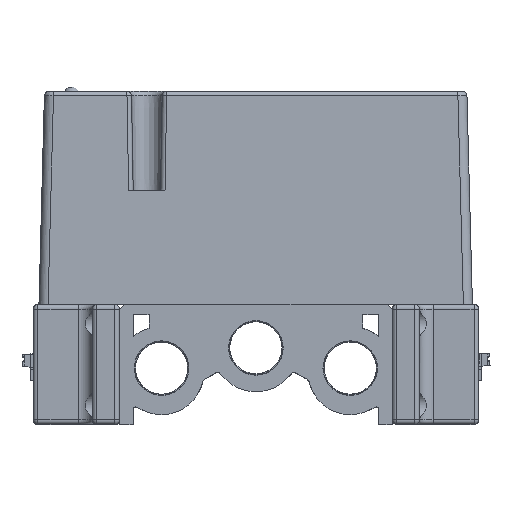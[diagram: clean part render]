
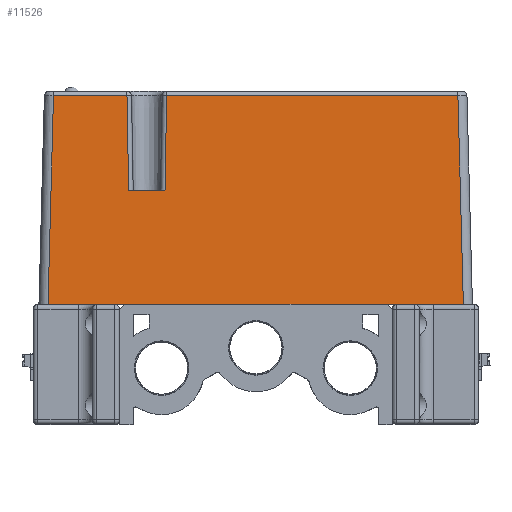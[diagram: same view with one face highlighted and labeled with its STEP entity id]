
A CAD part, front view. The second image highlights one B-rep face of the part: STEP entity #11526.
In plain terms, the highlighted planar face has unit normal (0, -1, 0.026).
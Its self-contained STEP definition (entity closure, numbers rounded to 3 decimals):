
#2868=FACE_OUTER_BOUND('',#32199,.T.);
#11526=ADVANCED_FACE('',(#2868),#18620,.T.);
#18620=PLANE('',#155072);
#32199=EDGE_LOOP('',(#51662,#51663,#51664,#51665,#51666,#51667,#51668,#51669,
#51670,#51671));
#51662=ORIENTED_EDGE('',*,*,#103098,.T.);
#51663=ORIENTED_EDGE('',*,*,#103099,.T.);
#51664=ORIENTED_EDGE('',*,*,#103100,.F.);
#51665=ORIENTED_EDGE('',*,*,#103101,.T.);
#51666=ORIENTED_EDGE('',*,*,#103102,.T.);
#51667=ORIENTED_EDGE('',*,*,#103103,.T.);
#51668=ORIENTED_EDGE('',*,*,#103104,.T.);
#51669=ORIENTED_EDGE('',*,*,#102656,.T.);
#51670=ORIENTED_EDGE('',*,*,#96751,.T.);
#51671=ORIENTED_EDGE('',*,*,#103105,.T.);
#82144=VERTEX_POINT('',#207240);
#82145=VERTEX_POINT('',#207242);
#86034=VERTEX_POINT('',#221424);
#86442=VERTEX_POINT('',#222321);
#86443=VERTEX_POINT('',#222322);
#86444=VERTEX_POINT('',#222324);
#86445=VERTEX_POINT('',#222326);
#86446=VERTEX_POINT('',#222328);
#86447=VERTEX_POINT('',#222330);
#86448=VERTEX_POINT('',#222332);
#96751=EDGE_CURVE('',#82145,#82144,#118193,.T.);
#102656=EDGE_CURVE('',#86034,#82145,#122945,.T.);
#103098=EDGE_CURVE('',#86442,#86443,#123277,.T.);
#103099=EDGE_CURVE('',#86443,#86444,#123278,.T.);
#103100=EDGE_CURVE('',#86445,#86444,#123279,.T.);
#103101=EDGE_CURVE('',#86445,#86446,#123280,.T.);
#103102=EDGE_CURVE('',#86446,#86447,#123281,.T.);
#103103=EDGE_CURVE('',#86447,#86448,#123282,.T.);
#103104=EDGE_CURVE('',#86448,#86034,#123283,.T.);
#103105=EDGE_CURVE('',#82144,#86442,#123284,.T.);
#118193=LINE('',#207241,#134841);
#122945=LINE('',#221423,#139593);
#123277=LINE('',#222320,#139925);
#123278=LINE('',#222323,#139926);
#123279=LINE('',#222325,#139927);
#123280=LINE('',#222327,#139928);
#123281=LINE('',#222329,#139929);
#123282=LINE('',#222331,#139930);
#123283=LINE('',#222333,#139931);
#123284=LINE('',#222334,#139932);
#134841=VECTOR('',#164064,1.);
#139593=VECTOR('',#174826,1.);
#139925=VECTOR('',#175472,1.);
#139926=VECTOR('',#175473,1.);
#139927=VECTOR('',#175474,1.);
#139928=VECTOR('',#175475,1.);
#139929=VECTOR('',#175476,1.);
#139930=VECTOR('',#175477,1.);
#139931=VECTOR('',#175478,1.);
#139932=VECTOR('',#175479,1.);
#155072=AXIS2_PLACEMENT_3D('',#222335,#175480,#175481);
#164064=DIRECTION('',(1.,0.,0.));
#174826=DIRECTION('',(1.,0.,0.));
#175472=DIRECTION('',(-1.,0.,0.));
#175473=DIRECTION('',(-0.017,-0.026,-1.));
#175474=DIRECTION('',(1.,0.,0.));
#175475=DIRECTION('',(-0.017,0.026,1.));
#175476=DIRECTION('',(-1.,0.,0.));
#175477=DIRECTION('',(-0.026,-0.026,-0.999));
#175478=DIRECTION('',(1.,0.,0.));
#175479=DIRECTION('',(-0.026,0.026,0.999));
#175480=DIRECTION('',(0.,-1.,0.026));
#175481=DIRECTION('',(0.,-0.026,-1.));
#207240=CARTESIAN_POINT('',(595.686,-1316.826,-0.1));
#207241=CARTESIAN_POINT('',(580.05,-1316.826,-0.1));
#207242=CARTESIAN_POINT('',(581.05,-1316.826,-0.1));
#221423=CARTESIAN_POINT('',(580.05,-1316.826,-0.1));
#221424=CARTESIAN_POINT('',(519.05,-1316.826,-0.1));
#222320=CARTESIAN_POINT('',(529.05,-1315.624,45.826));
#222321=CARTESIAN_POINT('',(594.484,-1315.624,45.826));
#222322=CARTESIAN_POINT('',(530.415,-1315.624,45.826));
#222323=CARTESIAN_POINT('',(530.049,-1316.172,24.883));
#222324=CARTESIAN_POINT('',(530.05,-1316.172,24.9));
#222325=CARTESIAN_POINT('',(526.05,-1316.172,24.9));
#222326=CARTESIAN_POINT('',(522.05,-1316.172,24.9));
#222327=CARTESIAN_POINT('',(521.685,-1315.624,45.809));
#222328=CARTESIAN_POINT('',(521.685,-1315.624,45.826));
#222329=CARTESIAN_POINT('',(505.542,-1315.624,45.826));
#222330=CARTESIAN_POINT('',(505.516,-1315.624,45.826));
#222331=CARTESIAN_POINT('',(504.345,-1316.795,1.095));
#222332=CARTESIAN_POINT('',(504.314,-1316.826,-0.1));
#222333=CARTESIAN_POINT('',(580.05,-1316.826,-0.1));
#222334=CARTESIAN_POINT('',(595.655,-1316.795,1.095));
#222335=CARTESIAN_POINT('',(550.,-1316.826,-0.1));
